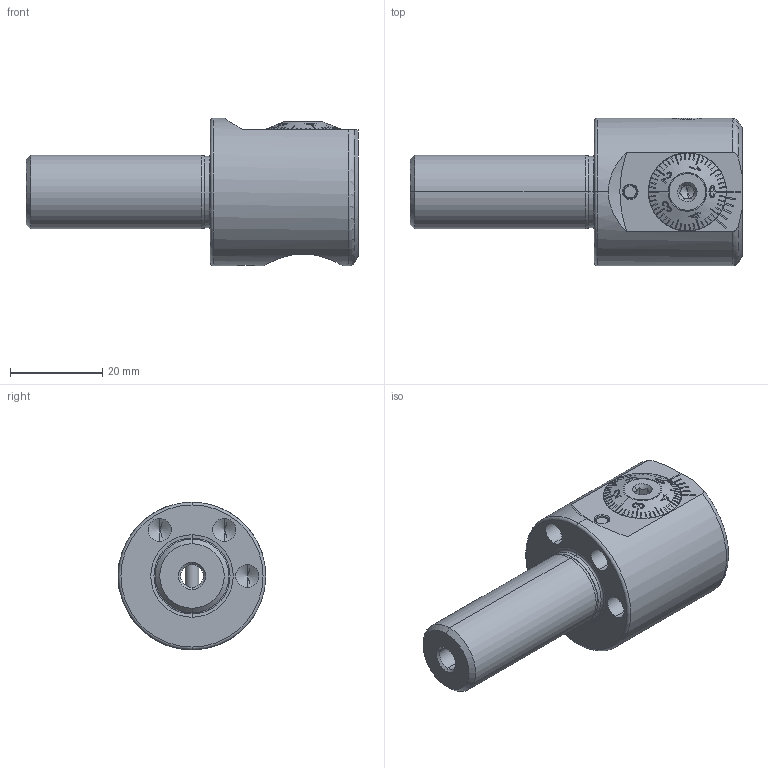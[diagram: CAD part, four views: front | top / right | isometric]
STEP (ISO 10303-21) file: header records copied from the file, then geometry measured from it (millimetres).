
FILE_DESCRIPTION (( 'STEP AP214' ), '1' );
FILE_NAME ('SH2.A32.K01.032.STEP', '2017-10-16T13:42:43', ( 'SWIAdmin' ), ( 'Hewlett-Packard Company' ), 'SwSTEP 2.0', 'SolidWorks 2017', '' );
FILE_SCHEMA (( 'AUTOMOTIVE_DESIGN' ));
Length unit declared in the file: millimetre
Products named in the file (16): ISO 4026 - M6 x 10; A32-BG1.010.045_A_M8x0.25; A32-BG2.009.004_A; F32-BG2.017.004_A; F32-BG2.017.003_A; DIN 3771 - 15x1; A32-BG2.014.010_A; A32-BG1.002.017_A; SH2-A32.K01.032_A; SH2.A32.K01.032; Klebstoff D6; Axx-BG4.003.xxx_A_A32; WCA-ER2.001.007_A; ISO 4026 - M6 x 5_PreviewCfg; A32-BG3.006.024_A; A32-BG1.012.017
Assembly tree (16 placements, depth 3):
  SH2.A32.K01.032
    SH2-A32.K01.032_A
    A32-BG1.012.017
      A32-BG1.002.017_A
      A32-BG2.014.010_A
      DIN 3771 - 15x1
      F32-BG2.017.003_A
      F32-BG2.017.004_A
      A32-BG2.009.004_A
      A32-BG1.010.045_A_M8x0.25
      ISO 4026 - M6 x 10  x2
    A32-BG3.006.024_A
    ISO 4026 - M6 x 5_PreviewCfg
    WCA-ER2.001.007_A
    Axx-BG4.003.xxx_A_A32
    Klebstoff D6
Bounding box: 72 x 32 x 32 mm (x, y, z)
Volume: 29094.4 mm3; surface area: 15824.9 mm2
Topology: 15 solids, 15 shells, 715 faces, 1828 edges, 1147 vertices
Faces by surface type: plane 302, cone 175, cylinder 137, torus 58, bspline 41, sphere 2
Entity records: 32083 total; most frequent: CARTESIAN_POINT 14033, ORIENTED_EDGE 3564, DIRECTION 3107, EDGE_CURVE 1782, AXIS2_PLACEMENT_3D 1210, VERTEX_POINT 1127, EDGE_LOOP 749, FACE_OUTER_BOUND 700
